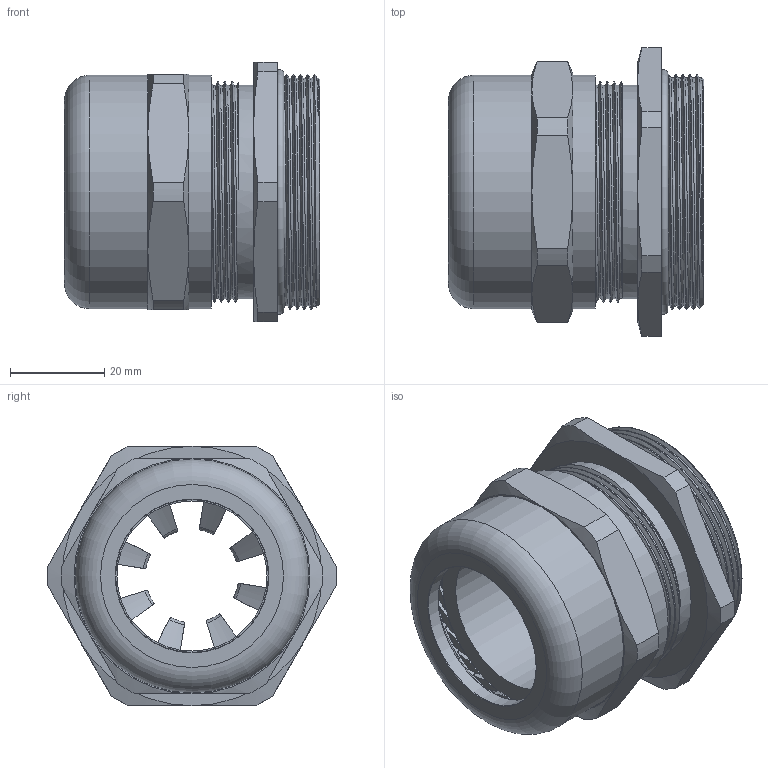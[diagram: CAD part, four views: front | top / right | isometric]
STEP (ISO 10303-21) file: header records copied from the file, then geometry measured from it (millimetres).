
FILE_DESCRIPTION(/* description */ ('Euro-Top-EMV 2. Gen. M 50x1,5'),/* implementation_level */ '2;1');
FILE_NAME(/* name */ '61080550-RST.stp',/* time_stamp */ '2020-02-13T11:35:01+01:00',/* author */ ('sl'),/* organization */ (''),/* preprocessor_version */ 'ST-DEVELOPER v16.5',/* originating_system */ 'Autodesk Inventor 2017',/* authorisation */ '');
FILE_SCHEMA (('AUTOMOTIVE_DESIGN { 1 0 10303 214 3 1 1 }'));
Length unit declared in the file: millimetre
Products named in the file (7): 61080550; 61080550_1; 61080550_2; 61080550_3; 61080550_4; 61080550_5; 61080550_6
Assembly tree (6 placements, depth 2):
  61080550
    61080550_1
    61080550_2
    61080550_3
    61080550_4
    61080550_5
    61080550_6
Bounding box: 54.04 x 61.15 x 55 mm (x, y, z)
Volume: 46087.7 mm3; surface area: 44772.4 mm2
Topology: 6 solids, 6 shells, 540 faces, 1521 edges, 999 vertices
Faces by surface type: plane 247, cylinder 187, torus 51, cone 49, bspline 6
Full cylindrical faces by diameter (mm): 31.79 x1, 32.36 x1, 33.86 x1, 35.4 x1, 37.3 x1, 39.44 x1, 39.67 x1, 40 x1, 40.25 x1, 40.45 x1, 40.7 x1, 43.45 x1, 45.198 x6, 45.4 x2, 46.922 x15, 48.328 x5, 49.46 x2, 51.928 x1
Entity records: 22627 total; most frequent: CARTESIAN_POINT 9365, ORIENTED_EDGE 2810, DIRECTION 2728, EDGE_CURVE 1405, AXIS2_PLACEMENT_3D 1045, VERTEX_POINT 938, LINE 638, VECTOR 638
